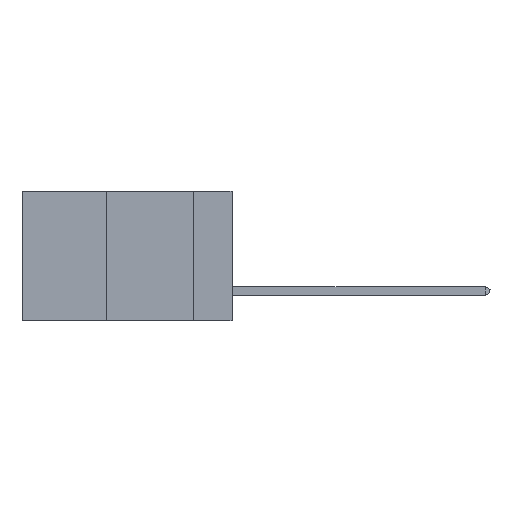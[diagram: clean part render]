
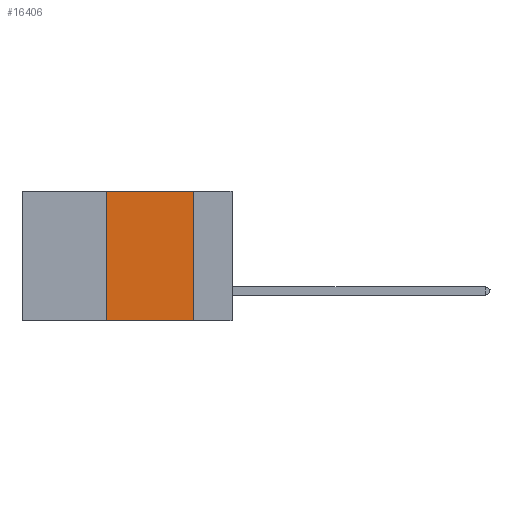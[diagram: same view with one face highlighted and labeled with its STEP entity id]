
A CAD part, left-side view. The second image highlights one B-rep face of the part: STEP entity #16406.
In plain terms, the highlighted planar face has unit normal (-1, 0, 0).
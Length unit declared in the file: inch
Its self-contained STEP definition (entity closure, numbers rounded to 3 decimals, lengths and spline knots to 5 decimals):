
#14 = EDGE_CURVE ( 'NONE', #10999, #5443, #7805, .T. ) ;
#603 = EDGE_CURVE ( 'NONE', #17422, #15514, #18113, .T. ) ;
#1483 = ORIENTED_EDGE ( 'NONE', *, *, #14, .F. ) ;
#3501 = DIRECTION ( 'NONE',  ( 0., 0., 1. ) ) ;
#3614 = EDGE_CURVE ( 'NONE', #17422, #10999, #10326, .T. ) ;
#3624 = VECTOR ( 'NONE', #12223, 39.37008 ) ;
#4680 = DIRECTION ( 'NONE',  ( 1., 0., 0. ) ) ;
#4934 = CARTESIAN_POINT ( 'NONE',  ( 0., 0.36, 0. ) ) ;
#5180 = VECTOR ( 'NONE', #3501, 39.37008 ) ;
#5443 = VERTEX_POINT ( 'NONE', #11014 ) ;
#5620 = ORIENTED_EDGE ( 'NONE', *, *, #603, .T. ) ;
#7805 = LINE ( 'NONE', #10727, #3624 ) ;
#8487 = DIRECTION ( 'NONE',  ( 0., 0., -1. ) ) ;
#10326 = LINE ( 'NONE', #4934, #5180 ) ;
#10727 = CARTESIAN_POINT ( 'NONE',  ( 0., 0.6, 0. ) ) ;
#10999 = VERTEX_POINT ( 'NONE', #17175 ) ;
#11014 = CARTESIAN_POINT ( 'NONE',  ( 0., 0.11, 0. ) ) ;
#12223 = DIRECTION ( 'NONE',  ( 0., -1., 0. ) ) ;
#13500 = LINE ( 'NONE', #16389, #16698 ) ;
#14428 = CARTESIAN_POINT ( 'NONE',  ( 0., 0.36, -0.37 ) ) ;
#15032 = CARTESIAN_POINT ( 'NONE',  ( 0., 0.6, -0.37 ) ) ;
#15514 = VERTEX_POINT ( 'NONE', #16422 ) ;
#15646 = DIRECTION ( 'NONE',  ( 0., 0., -1. ) ) ;
#15852 = PLANE ( 'NONE',  #16887 ) ;
#16389 = CARTESIAN_POINT ( 'NONE',  ( 0., 0.11, 0. ) ) ;
#16406 = ADVANCED_FACE ( 'NONE', ( #16818 ), #15852, .F. ) ;
#16422 = CARTESIAN_POINT ( 'NONE',  ( 0., 0.11, -0.37 ) ) ;
#16524 = DIRECTION ( 'NONE',  ( 0., -1., 0. ) ) ;
#16698 = VECTOR ( 'NONE', #8487, 39.37008 ) ;
#16818 = FACE_OUTER_BOUND ( 'NONE', #18169, .T. ) ;
#16887 = AXIS2_PLACEMENT_3D ( 'NONE', #18725, #4680, #15646 ) ;
#17118 = VECTOR ( 'NONE', #16524, 39.37008 ) ;
#17175 = CARTESIAN_POINT ( 'NONE',  ( 0., 0.36, 0. ) ) ;
#17422 = VERTEX_POINT ( 'NONE', #14428 ) ;
#17584 = EDGE_CURVE ( 'NONE', #5443, #15514, #13500, .T. ) ;
#18017 = ORIENTED_EDGE ( 'NONE', *, *, #17584, .F. ) ;
#18113 = LINE ( 'NONE', #15032, #17118 ) ;
#18169 = EDGE_LOOP ( 'NONE', ( #18017, #1483, #18466, #5620 ) ) ;
#18466 = ORIENTED_EDGE ( 'NONE', *, *, #3614, .F. ) ;
#18725 = CARTESIAN_POINT ( 'NONE',  ( 0., 0.6, 0. ) ) ;
